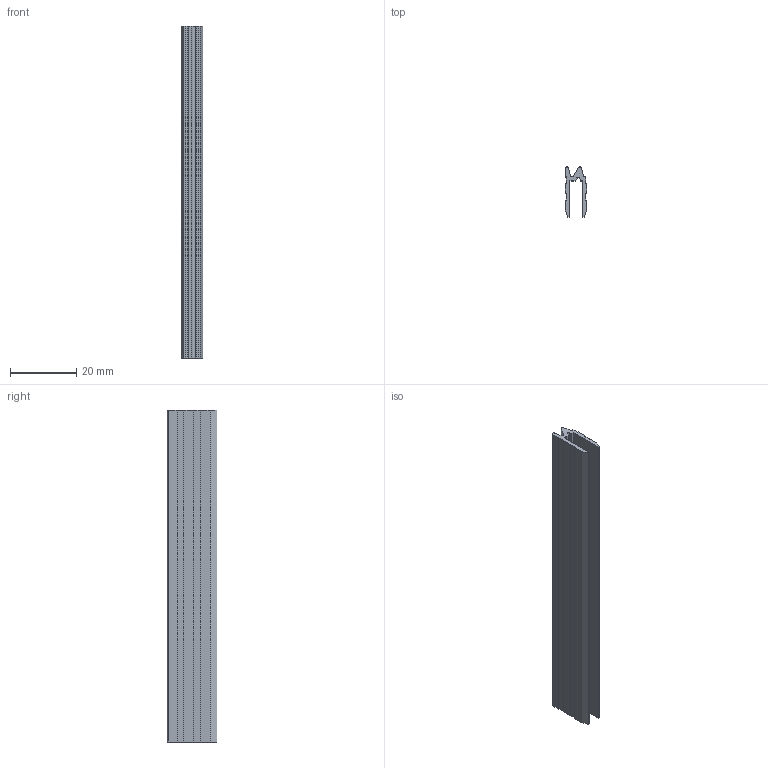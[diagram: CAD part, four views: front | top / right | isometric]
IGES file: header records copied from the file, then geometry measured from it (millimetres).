
Start section: SolidWorks IGES file using analytic representation for surfaces
Global section: file name: 6132.IGS; native system: SolidWorks 2010; preprocessor: SolidWorks 2010; author: martinb; date: 100823.090635; units: millimetre
Bounding box: 6.4 x 15 x 100 mm (x, y, z)
Surface area: 6931.1 mm2 (no closed solid volume)
Topology: 0 solids, 0 shells, 40 faces, 290 edges, 290 vertices
Faces by surface type: bspline 35, revolution 5
